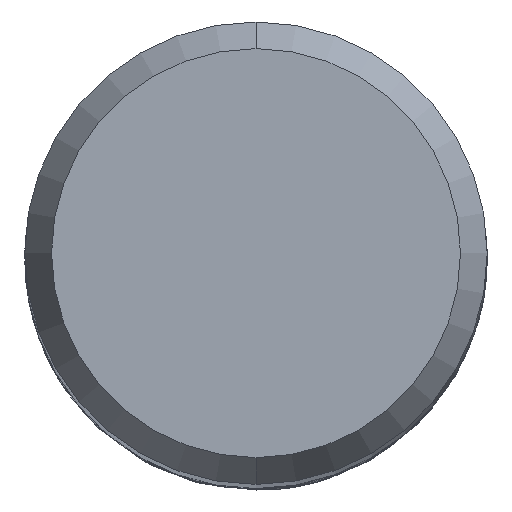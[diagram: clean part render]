
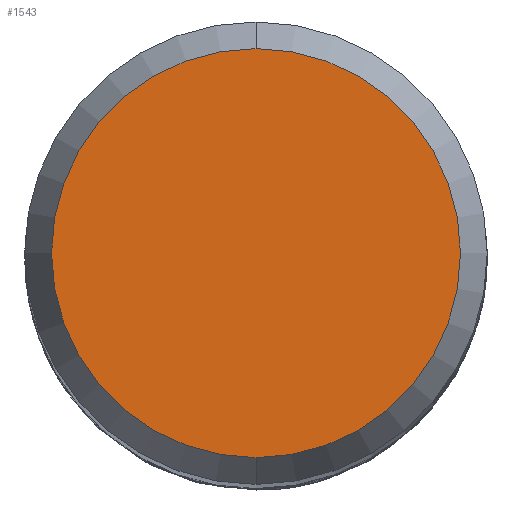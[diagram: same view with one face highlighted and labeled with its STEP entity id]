
A CAD part, top view. The second image highlights one B-rep face of the part: STEP entity #1543.
In plain terms, the highlighted planar face has unit normal (0, 0, 1).
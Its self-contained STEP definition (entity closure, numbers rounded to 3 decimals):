
#1101=VERTEX_POINT('',#2547);
#1177=EDGE_CURVE('',#1101,#1931,#2629,.T.);
#1543=ADVANCED_FACE('',(#3027),#3028,.T.);
#1559=EDGE_CURVE('',#1931,#1101,#3045,.T.);
#1931=VERTEX_POINT('',#3454);
#2547=CARTESIAN_POINT('',(0.,-3.538,0.0));
#2629=CIRCLE('',#8661,3.538);
#3027=FACE_OUTER_BOUND('',#11488,.T.);
#3028=PLANE('',#11489);
#3045=CIRCLE('',#11561,3.538);
#3454=CARTESIAN_POINT('',(0.0,3.538,0.0));
#8661=AXIS2_PLACEMENT_3D('',#21464,#21465,#21466);
#11488=EDGE_LOOP('',(#21945,#21946));
#11489=AXIS2_PLACEMENT_3D('',#21947,#21948,#21949);
#11561=AXIS2_PLACEMENT_3D('',#21958,#21959,#21960);
#21464=CARTESIAN_POINT('',(0.0,0.0,0.0));
#21465=DIRECTION('',(0.0,0.0,-1.0));
#21466=DIRECTION('',(0.0,1.0,0.0));
#21945=ORIENTED_EDGE('',*,*,#1559,.F.);
#21946=ORIENTED_EDGE('',*,*,#1177,.F.);
#21947=CARTESIAN_POINT('',(0.0,1.769,0.0));
#21948=DIRECTION('',(-0.0,0.0,1.0));
#21949=DIRECTION('',(0.0,-1.0,0.0));
#21958=CARTESIAN_POINT('',(0.0,0.0,0.0));
#21959=DIRECTION('',(0.0,0.0,-1.0));
#21960=DIRECTION('',(0.0,1.0,0.0));
